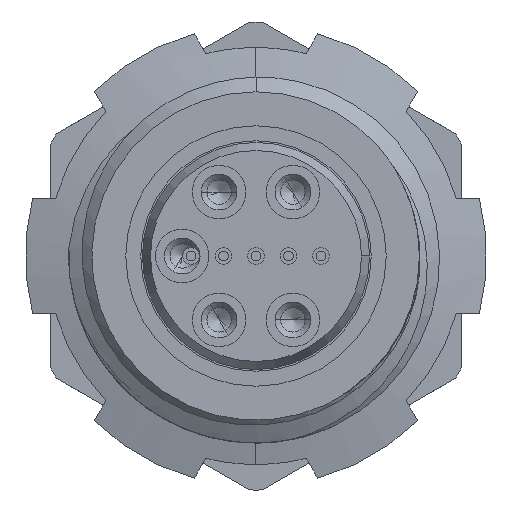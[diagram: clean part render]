
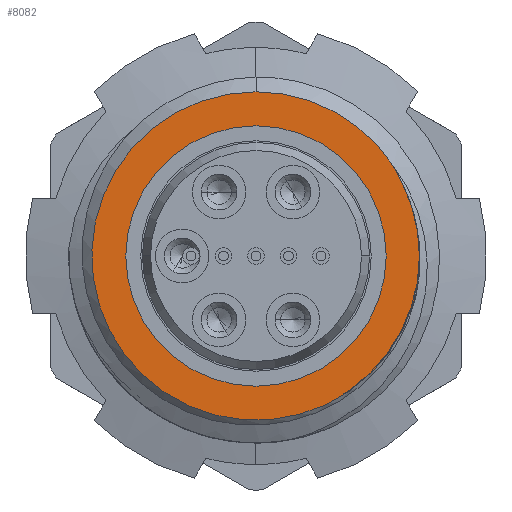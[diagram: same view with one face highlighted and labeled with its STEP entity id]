
A CAD part, left-side view. The second image highlights one B-rep face of the part: STEP entity #8082.
In plain terms, the highlighted planar face has unit normal (-1, 0, 0).
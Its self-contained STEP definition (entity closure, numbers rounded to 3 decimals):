
#2088=CARTESIAN_POINT('',(-10.1,-10.107,0.565));
#2089=CARTESIAN_POINT('',(-10.1,-10.095,0.675));
#2090=CARTESIAN_POINT('',(-10.1,-10.068,0.893));
#2091=CARTESIAN_POINT('',(-10.1,-10.017,1.219));
#2092=CARTESIAN_POINT('',(-10.1,-9.976,1.435));
#2093=CARTESIAN_POINT('',(-10.1,-9.954,1.543));
#2095=CARTESIAN_POINT('',(-10.1,0.,0.));
#2096=DIRECTION('',(-1.,0.,0.));
#2097=DIRECTION('',(0.,-0.837,0.547));
#2098=AXIS2_PLACEMENT_3D('',#2095,#2096,#2097);
#2100=CARTESIAN_POINT('',(-10.1,-8.962,4.594));
#2101=CARTESIAN_POINT('',(-10.1,-8.913,4.702));
#2102=CARTESIAN_POINT('',(-10.1,-8.811,4.916));
#2103=CARTESIAN_POINT('',(-10.1,-8.648,5.232));
#2104=CARTESIAN_POINT('',(-10.1,-8.531,5.439));
#2105=CARTESIAN_POINT('',(-10.1,-8.471,5.542));
#2107=CARTESIAN_POINT('',(-10.1,-9.954,1.543));
#2108=CARTESIAN_POINT('',(-10.1,-9.921,1.755));
#2109=CARTESIAN_POINT('',(-10.1,-9.841,2.177));
#2110=CARTESIAN_POINT('',(-10.1,-9.681,2.802));
#2111=CARTESIAN_POINT('',(-10.1,-9.482,3.415));
#2112=CARTESIAN_POINT('',(-10.1,-9.244,4.015));
#2113=CARTESIAN_POINT('',(-10.1,-9.06,4.403));
#2114=CARTESIAN_POINT('',(-10.1,-8.962,4.594));
#2116=CARTESIAN_POINT('',(-10.1,0.,0.));
#2117=DIRECTION('',(-1.,0.,0.));
#2118=DIRECTION('',(0.,0.,1.));
#2119=AXIS2_PLACEMENT_3D('',#2116,#2117,#2118);
#2242=CARTESIAN_POINT('',(-10.1,-8.471,5.542));
#2280=CARTESIAN_POINT('',(-10.1,0.,0.));
#2281=DIRECTION('',(1.,0.,0.));
#2282=DIRECTION('',(0.,0.,-1.));
#2283=AXIS2_PLACEMENT_3D('',#2280,#2281,#2282);
#2294=CARTESIAN_POINT('',(-10.1,0.,0.));
#2295=DIRECTION('',(-1.,0.,0.));
#2296=DIRECTION('',(0.,0.,-1.));
#2297=AXIS2_PLACEMENT_3D('',#2294,#2295,#2296);
#5337=VERTEX_POINT('',#2242);
#5343=CARTESIAN_POINT('',(-10.1,0.,
10.123));
#5344=VERTEX_POINT('',#5343);
#5345=CARTESIAN_POINT('',(-10.1,0.,-8.025));
#5346=CARTESIAN_POINT('',(-10.1,0.,8.025));
#5347=VERTEX_POINT('',#5345);
#5348=VERTEX_POINT('',#5346);
#5349=VERTEX_POINT('',#2088);
#5350=VERTEX_POINT('',#2093);
#5351=VERTEX_POINT('',#2100);
#8062=CARTESIAN_POINT('',(-10.1,0.,0.));
#8063=DIRECTION('',(1.,0.,0.));
#8064=DIRECTION('',(0.,0.,1.));
#8065=AXIS2_PLACEMENT_3D('',#8062,#8063,#8064);
#8066=PLANE('',#8065);
#8067=ORIENTED_EDGE('',*,*,#7827,.F.);
#8069=ORIENTED_EDGE('',*,*,#8068,.F.);
#8071=ORIENTED_EDGE('',*,*,#8070,.F.);
#8072=ORIENTED_EDGE('',*,*,#7968,.F.);
#8073=ORIENTED_EDGE('',*,*,#8056,.F.);
#8074=EDGE_LOOP('',(#8067,#8069,#8071,#8072,#8073));
#8075=FACE_OUTER_BOUND('',#8074,.F.);
#8077=ORIENTED_EDGE('',*,*,#8076,.F.);
#8079=ORIENTED_EDGE('',*,*,#8078,.T.);
#8080=EDGE_LOOP('',(#8077,#8079));
#8081=FACE_BOUND('',#8080,.F.);
#8082=ADVANCED_FACE('',(#8075,#8081),#8066,.F.);
#2094=B_SPLINE_CURVE_WITH_KNOTS('',3,(#2088,#2089,#2090,#2091,#2092,#2093),
.UNSPECIFIED.,.F.,.F.,(4,1,1,4),(0.,0.333,0.667,1.),
.UNSPECIFIED.);
#2099=CIRCLE('',#2098,10.123);
#2106=B_SPLINE_CURVE_WITH_KNOTS('',3,(#2100,#2101,#2102,#2103,#2104,#2105),
.UNSPECIFIED.,.F.,.F.,(4,1,1,4),(0.,0.333,0.667,1.),
.UNSPECIFIED.);
#2115=B_SPLINE_CURVE_WITH_KNOTS('',3,(#2107,#2108,#2109,#2110,#2111,#2112,#2113,
#2114),.UNSPECIFIED.,.F.,.F.,(4,1,1,1,1,4),(0.,0.2,0.4,0.6,0.8,1.),
.UNSPECIFIED.);
#2120=CIRCLE('',#2119,10.123);
#2284=CIRCLE('',#2283,8.025);
#2298=CIRCLE('',#2297,8.025);
#7827=EDGE_CURVE('',#5349,#5350,#2094,.T.);
#7968=EDGE_CURVE('',#5351,#5337,#2106,.T.);
#8056=EDGE_CURVE('',#5350,#5351,#2115,.T.);
#8068=EDGE_CURVE('',#5344,#5349,#2120,.T.);
#8070=EDGE_CURVE('',#5337,#5344,#2099,.T.);
#8076=EDGE_CURVE('',#5347,#5348,#2284,.T.);
#8078=EDGE_CURVE('',#5347,#5348,#2298,.T.);
